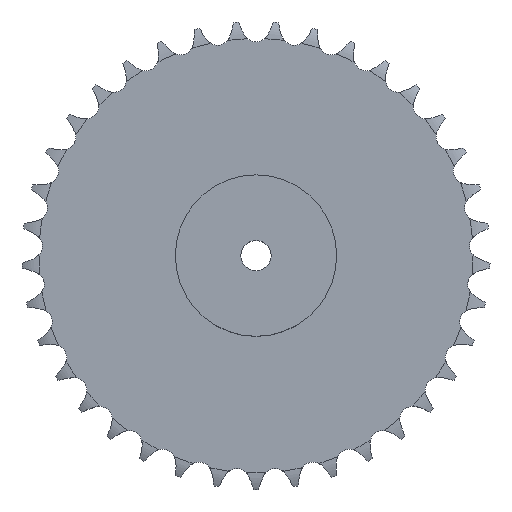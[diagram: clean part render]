
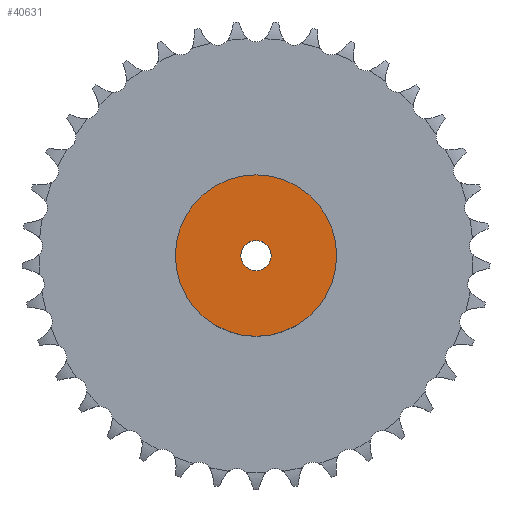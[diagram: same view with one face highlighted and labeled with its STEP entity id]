
A CAD part, top view. The second image highlights one B-rep face of the part: STEP entity #40631.
In plain terms, the highlighted planar face has unit normal (0, 0, 1).
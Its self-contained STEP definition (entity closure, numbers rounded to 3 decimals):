
#4617 = CYLINDRICAL_SURFACE('',#4618,80.);
#4618 = AXIS2_PLACEMENT_3D('',#4619,#4620,#4621);
#4619 = CARTESIAN_POINT('',(0.,0.,0.));
#4620 = DIRECTION('',(-0.,-0.,-1.));
#4621 = DIRECTION('',(1.,0.,0.));
#25540 = VERTEX_POINT('',#25541);
#25541 = CARTESIAN_POINT('',(80.,0.,60.));
#25562 = EDGE_CURVE('',#25540,#25540,#25563,.T.);
#25563 = SURFACE_CURVE('',#25564,(#25569,#25576),.PCURVE_S1.);
#25564 = CIRCLE('',#25565,80.);
#25565 = AXIS2_PLACEMENT_3D('',#25566,#25567,#25568);
#25566 = CARTESIAN_POINT('',(0.,0.,60.));
#25567 = DIRECTION('',(0.,0.,1.));
#25568 = DIRECTION('',(1.,0.,0.));
#25569 = PCURVE('',#4617,#25570);
#25570 = DEFINITIONAL_REPRESENTATION('',(#25571),#25575);
#25571 = LINE('',#25572,#25573);
#25572 = CARTESIAN_POINT('',(-0.,-60.));
#25573 = VECTOR('',#25574,1.);
#25574 = DIRECTION('',(-1.,0.));
#25575 = ( GEOMETRIC_REPRESENTATION_CONTEXT(2) 
PARAMETRIC_REPRESENTATION_CONTEXT() REPRESENTATION_CONTEXT('2D SPACE',''
  ) );
#25576 = PCURVE('',#25577,#25582);
#25577 = PLANE('',#25578);
#25578 = AXIS2_PLACEMENT_3D('',#25579,#25580,#25581);
#25579 = CARTESIAN_POINT('',(0.,0.,60.)
  );
#25580 = DIRECTION('',(0.,0.,1.));
#25581 = DIRECTION('',(1.,0.,0.));
#25582 = DEFINITIONAL_REPRESENTATION('',(#25583),#25587);
#25583 = CIRCLE('',#25584,80.);
#25584 = AXIS2_PLACEMENT_2D('',#25585,#25586);
#25585 = CARTESIAN_POINT('',(0.,0.));
#25586 = DIRECTION('',(1.,0.));
#25587 = ( GEOMETRIC_REPRESENTATION_CONTEXT(2) 
PARAMETRIC_REPRESENTATION_CONTEXT() REPRESENTATION_CONTEXT('2D SPACE',''
  ) );
#34536 = CYLINDRICAL_SURFACE('',#34537,15.);
#34537 = AXIS2_PLACEMENT_3D('',#34538,#34539,#34540);
#34538 = CARTESIAN_POINT('',(0.,0.,694.868));
#34539 = DIRECTION('',(0.,0.,1.));
#34540 = DIRECTION('',(1.,0.,0.));
#40631 = ADVANCED_FACE('',(#40632,#40635),#25577,.T.);
#40632 = FACE_BOUND('',#40633,.T.);
#40633 = EDGE_LOOP('',(#40634));
#40634 = ORIENTED_EDGE('',*,*,#25562,.T.);
#40635 = FACE_BOUND('',#40636,.T.);
#40636 = EDGE_LOOP('',(#40637));
#40637 = ORIENTED_EDGE('',*,*,#40638,.F.);
#40638 = EDGE_CURVE('',#40639,#40639,#40641,.T.);
#40639 = VERTEX_POINT('',#40640);
#40640 = CARTESIAN_POINT('',(15.,0.,60.));
#40641 = SURFACE_CURVE('',#40642,(#40647,#40654),.PCURVE_S1.);
#40642 = CIRCLE('',#40643,15.);
#40643 = AXIS2_PLACEMENT_3D('',#40644,#40645,#40646);
#40644 = CARTESIAN_POINT('',(0.,0.,60.));
#40645 = DIRECTION('',(0.,0.,1.));
#40646 = DIRECTION('',(1.,0.,0.));
#40647 = PCURVE('',#25577,#40648);
#40648 = DEFINITIONAL_REPRESENTATION('',(#40649),#40653);
#40649 = CIRCLE('',#40650,15.);
#40650 = AXIS2_PLACEMENT_2D('',#40651,#40652);
#40651 = CARTESIAN_POINT('',(0.,0.));
#40652 = DIRECTION('',(1.,0.));
#40653 = ( GEOMETRIC_REPRESENTATION_CONTEXT(2) 
PARAMETRIC_REPRESENTATION_CONTEXT() REPRESENTATION_CONTEXT('2D SPACE',''
  ) );
#40654 = PCURVE('',#34536,#40655);
#40655 = DEFINITIONAL_REPRESENTATION('',(#40656),#40660);
#40656 = LINE('',#40657,#40658);
#40657 = CARTESIAN_POINT('',(0.,-634.868));
#40658 = VECTOR('',#40659,1.);
#40659 = DIRECTION('',(1.,0.));
#40660 = ( GEOMETRIC_REPRESENTATION_CONTEXT(2) 
PARAMETRIC_REPRESENTATION_CONTEXT() REPRESENTATION_CONTEXT('2D SPACE',''
  ) );
